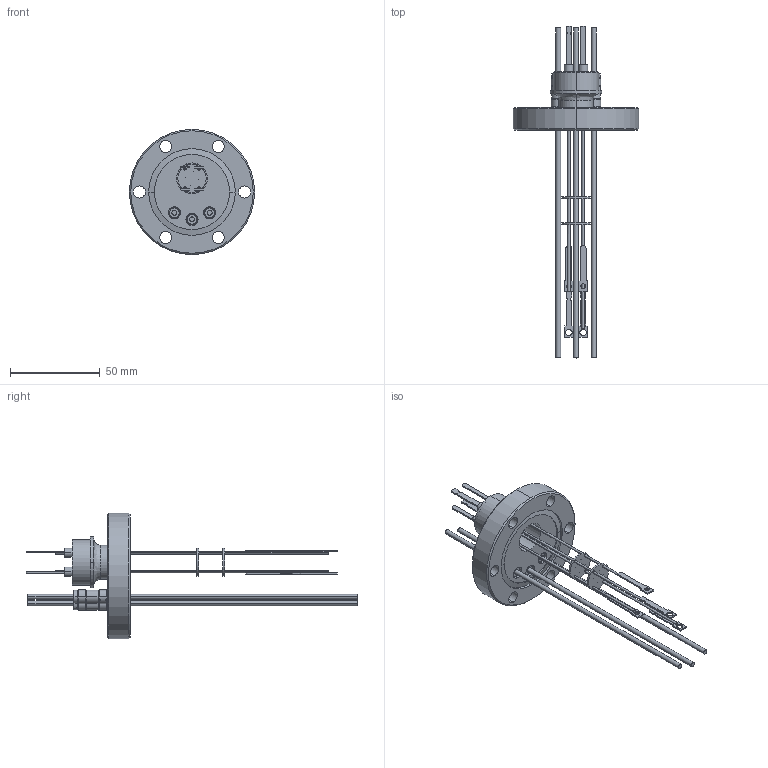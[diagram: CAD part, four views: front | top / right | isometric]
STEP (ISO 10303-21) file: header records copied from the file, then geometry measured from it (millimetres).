
FILE_DESCRIPTION (( 'STEP AP203' ), '1' );
FILE_NAME ('A0451-4-CF.STEP', '2013-04-16T12:08:26', ( '' ), ( '' ), 'SwSTEP 2.0', 'SolidWorks 2012', '' );
FILE_SCHEMA (( 'CONFIG_CONTROL_DESIGN' ));
Length unit declared in the file: inch
Products named in the file (1): A0451-4-CF
Bounding box: 69.85 x 185.19 x 69.85 mm (x, y, z)
Volume: 50691.3 mm3; surface area: 29941.1 mm2
Topology: 1 solids, 5 shells, 478 faces, 1196 edges, 793 vertices
Faces by surface type: cylinder 248, plane 143, cone 57, bspline 30
Entity records: 15386 total; most frequent: CARTESIAN_POINT 3280, DIRECTION 2719, ORIENTED_EDGE 2392, EDGE_CURVE 1196, AXIS2_PLACEMENT_3D 1108, VERTEX_POINT 793, CIRCLE 659, EDGE_LOOP 599
